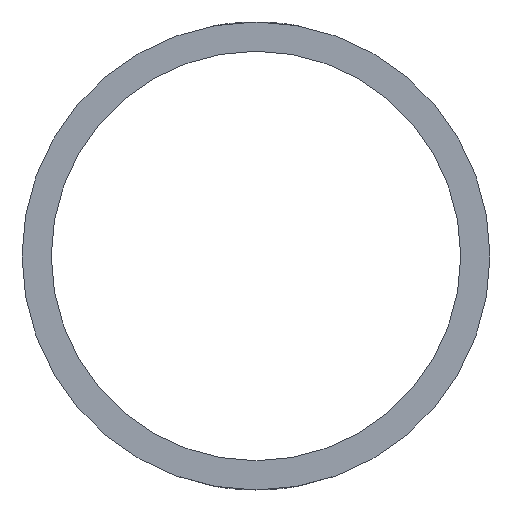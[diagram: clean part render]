
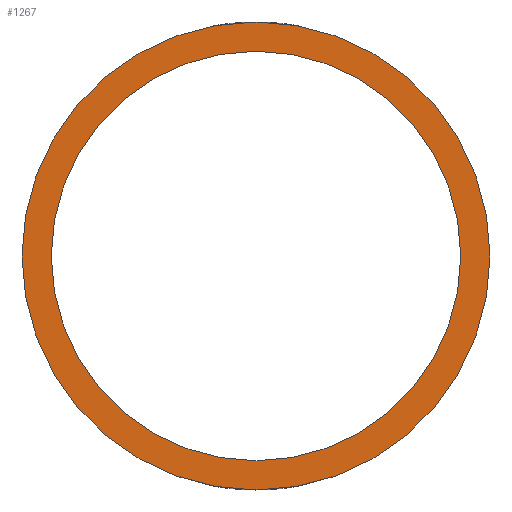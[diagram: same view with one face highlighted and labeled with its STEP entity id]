
A CAD part, front view. The second image highlights one B-rep face of the part: STEP entity #1267.
In plain terms, the highlighted planar face has unit normal (0, -1, 0).
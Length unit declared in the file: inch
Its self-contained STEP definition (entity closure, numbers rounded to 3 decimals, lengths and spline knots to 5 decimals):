
#19 = EDGE_LOOP ( 'NONE', ( #419, #1041 ) ) ;
#101 = AXIS2_PLACEMENT_3D ( 'NONE', #1133, #183, #445 ) ;
#118 = CARTESIAN_POINT ( 'NONE',  ( 5.375, 2.25, 3.25 ) ) ;
#127 = CIRCLE ( 'NONE', #1391, 0.5 ) ;
#147 = DIRECTION ( 'NONE',  ( 0., 1., 0. ) ) ;
#177 = VERTEX_POINT ( 'NONE', #118 ) ;
#183 = DIRECTION ( 'NONE',  ( 0., 1., 0. ) ) ;
#245 = VERTEX_POINT ( 'NONE', #631 ) ;
#248 = PLANE ( 'NONE',  #1536 ) ;
#348 = ORIENTED_EDGE ( 'NONE', *, *, #656, .F. ) ;
#419 = ORIENTED_EDGE ( 'NONE', *, *, #577, .T. ) ;
#445 = DIRECTION ( 'NONE',  ( 0., 0., 1. ) ) ;
#455 = CARTESIAN_POINT ( 'NONE',  ( 5.375, 2.25, 4.1875 ) ) ;
#464 = EDGE_CURVE ( 'NONE', #735, #923, #1254, .T. ) ;
#475 = CARTESIAN_POINT ( 'NONE',  ( 5.375, 2.25, 3.3125 ) ) ;
#497 = CARTESIAN_POINT ( 'NONE',  ( 5.375, 2.25, 3.75 ) ) ;
#513 = DIRECTION ( 'NONE',  ( 0., 1., 0. ) ) ;
#577 = EDGE_CURVE ( 'NONE', #923, #735, #659, .T. ) ;
#583 = AXIS2_PLACEMENT_3D ( 'NONE', #624, #1458, #835 ) ;
#624 = CARTESIAN_POINT ( 'NONE',  ( 5.375, 2.25, 3.75 ) ) ;
#631 = CARTESIAN_POINT ( 'NONE',  ( 5.375, 2.25, 4.25 ) ) ;
#656 = EDGE_CURVE ( 'NONE', #245, #177, #1409, .T. ) ;
#659 = CIRCLE ( 'NONE', #583, 0.4375 ) ;
#671 = ORIENTED_EDGE ( 'NONE', *, *, #865, .F. ) ;
#735 = VERTEX_POINT ( 'NONE', #455 ) ;
#738 = DIRECTION ( 'NONE',  ( 0., 0., 1. ) ) ;
#766 = CARTESIAN_POINT ( 'NONE',  ( 5.375, 2.25, 3.75 ) ) ;
#835 = DIRECTION ( 'NONE',  ( 0., 0., 1. ) ) ;
#841 = FACE_BOUND ( 'NONE', #19, .T. ) ;
#865 = EDGE_CURVE ( 'NONE', #177, #245, #127, .T. ) ;
#892 = DIRECTION ( 'NONE',  ( 0., 0., 1. ) ) ;
#904 = EDGE_LOOP ( 'NONE', ( #671, #348 ) ) ;
#923 = VERTEX_POINT ( 'NONE', #475 ) ;
#960 = DIRECTION ( 'NONE',  ( 0., 1., 0. ) ) ;
#978 = AXIS2_PLACEMENT_3D ( 'NONE', #766, #513, #1238 ) ;
#1041 = ORIENTED_EDGE ( 'NONE', *, *, #464, .T. ) ;
#1133 = CARTESIAN_POINT ( 'NONE',  ( 5.375, 2.25, 3.75 ) ) ;
#1238 = DIRECTION ( 'NONE',  ( 0., 0., 1. ) ) ;
#1254 = CIRCLE ( 'NONE', #101, 0.4375 ) ;
#1267 = ADVANCED_FACE ( 'NONE', ( #1441, #841 ), #248, .F. ) ;
#1338 = CARTESIAN_POINT ( 'NONE',  ( 5.375, 2.25, 3.75 ) ) ;
#1391 = AXIS2_PLACEMENT_3D ( 'NONE', #1338, #147, #738 ) ;
#1409 = CIRCLE ( 'NONE', #978, 0.5 ) ;
#1441 = FACE_OUTER_BOUND ( 'NONE', #904, .T. ) ;
#1458 = DIRECTION ( 'NONE',  ( 0., 1., 0. ) ) ;
#1536 = AXIS2_PLACEMENT_3D ( 'NONE', #497, #960, #892 ) ;
